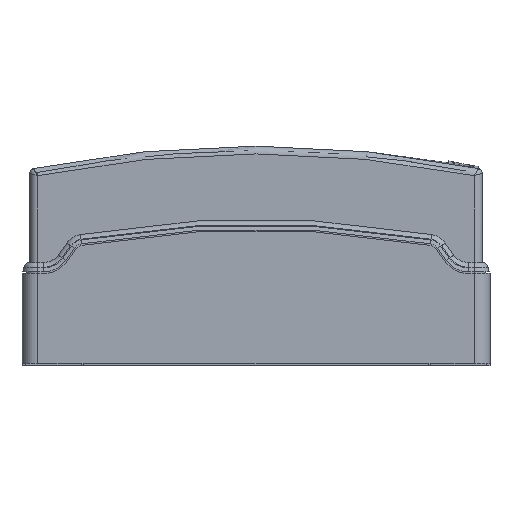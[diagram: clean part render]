
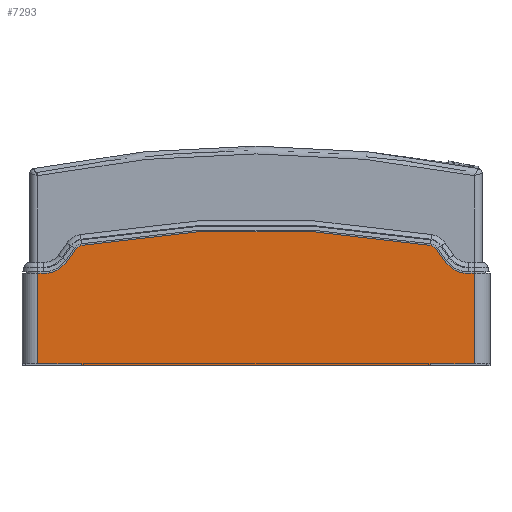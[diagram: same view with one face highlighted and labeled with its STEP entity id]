
A CAD part, front view. The second image highlights one B-rep face of the part: STEP entity #7293.
In plain terms, the highlighted planar face has unit normal (0, -1, 0).
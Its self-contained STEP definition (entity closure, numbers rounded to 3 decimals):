
#208=DIRECTION('',(-1.,0.,0.));
#209=VECTOR('',#208,28.119);
#210=CARTESIAN_POINT('',(140.,-285.,-3.));
#211=LINE('',#210,#209);
#334=DIRECTION('',(-1.,0.,0.));
#335=VECTOR('',#334,28.119);
#336=CARTESIAN_POINT('',(-111.881,-285.,-3.));
#337=LINE('',#336,#335);
#1443=DIRECTION('',(0.,0.,-1.));
#1444=VECTOR('',#1443,1.5);
#1445=CARTESIAN_POINT('',(-111.881,-285.,-3.));
#1446=LINE('',#1445,#1444);
#1447=DIRECTION('',(-1.,0.,0.));
#1448=VECTOR('',#1447,223.762);
#1449=CARTESIAN_POINT('',(111.881,-285.,-4.5));
#1450=LINE('',#1449,#1448);
#1451=DIRECTION('',(0.,0.,-1.));
#1452=VECTOR('',#1451,57.75);
#1453=CARTESIAN_POINT('',(-140.,-285.,54.75));
#1454=LINE('',#1453,#1452);
#1455=DIRECTION('',(1.,0.,0.));
#1456=VECTOR('',#1455,3.81);
#1457=CARTESIAN_POINT('',(-140.,-285.,54.75));
#1458=LINE('',#1457,#1456);
#1459=CARTESIAN_POINT('',(-136.19,-285.,73.25));
#1460=DIRECTION('',(0.,-1.,0.));
#1461=DIRECTION('',(0.,0.,-1.));
#1462=AXIS2_PLACEMENT_3D('',#1459,#1460,#1461);
#1464=DIRECTION('',(0.583,0.,0.812));
#1465=VECTOR('',#1464,9.497);
#1466=CARTESIAN_POINT('',(-121.159,-285.,62.464));
#1467=LINE('',#1466,#1465);
#1468=CARTESIAN_POINT('',(-110.341,-285.,66.391));
#1469=DIRECTION('',(0.,1.,0.));
#1470=DIRECTION('',(-0.812,0.,0.583));
#1471=AXIS2_PLACEMENT_3D('',#1468,#1469,#1470);
#1473=CARTESIAN_POINT('',(0.,-285.,-564.025));
#1474=DIRECTION('',(0.,1.,0.));
#1475=DIRECTION('',(-0.172,0.,0.985));
#1476=AXIS2_PLACEMENT_3D('',#1473,#1474,#1475);
#1478=CARTESIAN_POINT('',(110.341,-285.,66.391));
#1479=DIRECTION('',(0.,1.,0.));
#1480=DIRECTION('',(0.172,0.,0.985));
#1481=AXIS2_PLACEMENT_3D('',#1478,#1479,#1480);
#1483=DIRECTION('',(0.583,0.,-0.812));
#1484=VECTOR('',#1483,9.497);
#1485=CARTESIAN_POINT('',(115.622,-285.,70.181));
#1486=LINE('',#1485,#1484);
#1487=CARTESIAN_POINT('',(136.19,-285.,73.25));
#1488=DIRECTION('',(0.,-1.,0.));
#1489=DIRECTION('',(-0.812,0.,-0.583));
#1490=AXIS2_PLACEMENT_3D('',#1487,#1488,#1489);
#1492=DIRECTION('',(-1.,0.,0.));
#1493=VECTOR('',#1492,3.81);
#1494=CARTESIAN_POINT('',(140.,-285.,54.75));
#1495=LINE('',#1494,#1493);
#1496=DIRECTION('',(0.,0.,-1.));
#1497=VECTOR('',#1496,57.75);
#1498=CARTESIAN_POINT('',(140.,-285.,54.75));
#1499=LINE('',#1498,#1497);
#1574=DIRECTION('',(0.,0.,-1.));
#1575=VECTOR('',#1574,1.5);
#1576=CARTESIAN_POINT('',(111.881,-285.,-3.));
#1577=LINE('',#1576,#1575);
#4267=CARTESIAN_POINT('',(140.,-285.,-3.));
#4269=VERTEX_POINT('',#4267);
#4270=CARTESIAN_POINT('',(-140.,-285.,-3.));
#4272=VERTEX_POINT('',#4270);
#5050=CARTESIAN_POINT('',(-140.,-285.,54.75));
#5051=CARTESIAN_POINT('',(-136.19,-285.,54.75));
#5052=VERTEX_POINT('',#5050);
#5053=VERTEX_POINT('',#5051);
#5054=CARTESIAN_POINT('',(-121.159,-285.,62.464));
#5055=VERTEX_POINT('',#5054);
#5056=CARTESIAN_POINT('',(-115.622,-285.,70.181));
#5057=VERTEX_POINT('',#5056);
#5058=CARTESIAN_POINT('',(-111.462,-285.,72.794));
#5059=VERTEX_POINT('',#5058);
#5060=CARTESIAN_POINT('',(111.462,-285.,72.794));
#5061=VERTEX_POINT('',#5060);
#5062=CARTESIAN_POINT('',(115.622,-285.,70.181));
#5063=VERTEX_POINT('',#5062);
#5064=CARTESIAN_POINT('',(121.159,-285.,62.464));
#5065=VERTEX_POINT('',#5064);
#5066=CARTESIAN_POINT('',(136.19,-285.,54.75));
#5067=VERTEX_POINT('',#5066);
#5068=CARTESIAN_POINT('',(140.,-285.,54.75));
#5069=VERTEX_POINT('',#5068);
#5250=CARTESIAN_POINT('',(111.881,-285.,-4.5));
#5252=VERTEX_POINT('',#5250);
#5290=CARTESIAN_POINT('',(111.881,-285.,-3.));
#5291=VERTEX_POINT('',#5290);
#5370=CARTESIAN_POINT('',(-111.881,-285.,-4.5));
#5372=VERTEX_POINT('',#5370);
#5410=CARTESIAN_POINT('',(-111.881,-285.,-3.));
#5411=VERTEX_POINT('',#5410);
#7258=CARTESIAN_POINT('',(-150.,-285.,-3.));
#7259=DIRECTION('',(0.,-1.,0.));
#7260=DIRECTION('',(1.,0.,0.));
#7261=AXIS2_PLACEMENT_3D('',#7258,#7259,#7260);
#7262=PLANE('',#7261);
#7263=ORIENTED_EDGE('',*,*,#6341,.T.);
#7264=ORIENTED_EDGE('',*,*,#7250,.F.);
#7265=ORIENTED_EDGE('',*,*,#5899,.T.);
#7267=ORIENTED_EDGE('',*,*,#7266,.F.);
#7269=ORIENTED_EDGE('',*,*,#7268,.T.);
#7271=ORIENTED_EDGE('',*,*,#7270,.T.);
#7273=ORIENTED_EDGE('',*,*,#7272,.T.);
#7275=ORIENTED_EDGE('',*,*,#7274,.T.);
#7277=ORIENTED_EDGE('',*,*,#7276,.T.);
#7279=ORIENTED_EDGE('',*,*,#7278,.T.);
#7281=ORIENTED_EDGE('',*,*,#7280,.T.);
#7283=ORIENTED_EDGE('',*,*,#7282,.T.);
#7285=ORIENTED_EDGE('',*,*,#7284,.F.);
#7287=ORIENTED_EDGE('',*,*,#7286,.T.);
#7288=ORIENTED_EDGE('',*,*,#5793,.T.);
#7290=ORIENTED_EDGE('',*,*,#7289,.T.);
#7291=EDGE_LOOP('',(#7263,#7264,#7265,#7267,#7269,#7271,#7273,#7275,#7277,#7279,
#7281,#7283,#7285,#7287,#7288,#7290));
#7292=FACE_OUTER_BOUND('',#7291,.F.);
#7293=ADVANCED_FACE('',(#7292),#7262,.T.);
#1463=CIRCLE('',#1462,18.5);
#1472=CIRCLE('',#1471,6.5);
#1477=CIRCLE('',#1476,646.5);
#1482=CIRCLE('',#1481,6.5);
#1491=CIRCLE('',#1490,18.5);
#5793=EDGE_CURVE('',#4269,#5291,#211,.T.);
#5899=EDGE_CURVE('',#5411,#4272,#337,.T.);
#6341=EDGE_CURVE('',#5252,#5372,#1450,.T.);
#7250=EDGE_CURVE('',#5411,#5372,#1446,.T.);
#7266=EDGE_CURVE('',#5052,#4272,#1454,.T.);
#7268=EDGE_CURVE('',#5052,#5053,#1458,.T.);
#7270=EDGE_CURVE('',#5053,#5055,#1463,.T.);
#7272=EDGE_CURVE('',#5055,#5057,#1467,.T.);
#7274=EDGE_CURVE('',#5057,#5059,#1472,.T.);
#7276=EDGE_CURVE('',#5059,#5061,#1477,.T.);
#7278=EDGE_CURVE('',#5061,#5063,#1482,.T.);
#7280=EDGE_CURVE('',#5063,#5065,#1486,.T.);
#7282=EDGE_CURVE('',#5065,#5067,#1491,.T.);
#7284=EDGE_CURVE('',#5069,#5067,#1495,.T.);
#7286=EDGE_CURVE('',#5069,#4269,#1499,.T.);
#7289=EDGE_CURVE('',#5291,#5252,#1577,.T.);
